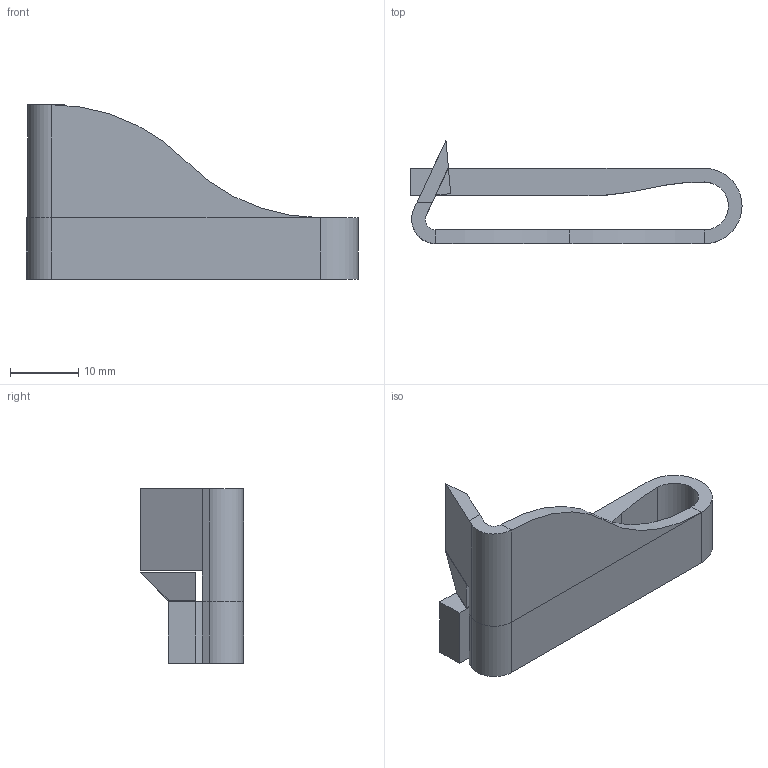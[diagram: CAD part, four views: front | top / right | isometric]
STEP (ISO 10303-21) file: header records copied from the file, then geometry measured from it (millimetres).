
FILE_DESCRIPTION(('FreeCAD Model'),'2;1');
FILE_NAME('Open CASCADE Shape Model','2025-08-15T18:31:34',(''),(''), 'Open CASCADE STEP processor 7.8','FreeCAD','Unknown');
FILE_SCHEMA(('AUTOMOTIVE_DESIGN { 1 0 10303 214 1 1 1 1 }'));
Length unit declared in the file: millimetre
Products named in the file (1): Deflector_lite_noinserts
Bounding box: 48.5 x 15.06 x 25.5 mm (x, y, z)
Volume: 3531.5 mm3; surface area: 3750 mm2
Topology: 1 solids, 1 shells, 44 faces, 105 edges, 63 vertices
Faces by surface type: plane 32, cylinder 12
Full cylindrical faces by diameter (mm): 2.7 x2
Entity records: 2702 total; most frequent: CARTESIAN_POINT 533, DIRECTION 411, LINE 271, VECTOR 271, ORIENTED_EDGE 210, PCURVE 210, DEFINITIONAL_REPRESENTATION 210, EDGE_CURVE 105
